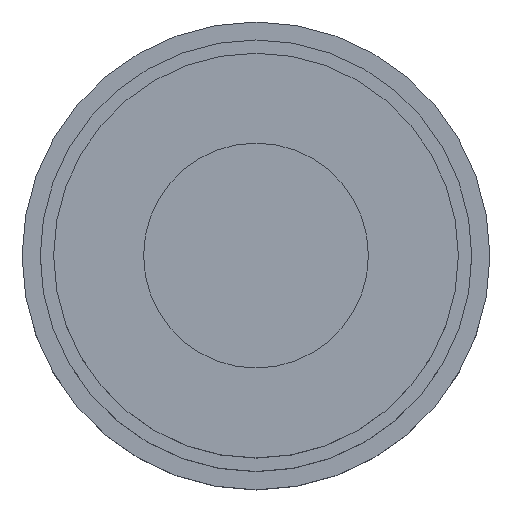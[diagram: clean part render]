
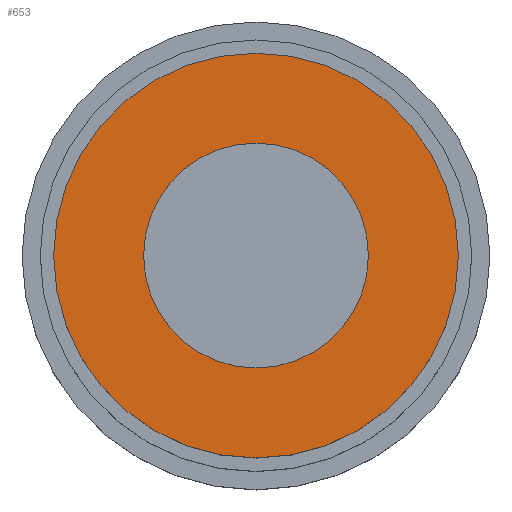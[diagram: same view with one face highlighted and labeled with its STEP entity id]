
A CAD part, top view. The second image highlights one B-rep face of the part: STEP entity #653.
In plain terms, the highlighted planar face has unit normal (0, 0, 1).
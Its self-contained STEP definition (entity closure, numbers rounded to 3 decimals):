
#634 = VERTEX_POINT('',#635);
#635 = CARTESIAN_POINT('',(5.58,0.,31.8));
#641 = EDGE_CURVE('',#634,#634,#642,.T.);
#642 = CIRCLE('',#643,5.58);
#643 = AXIS2_PLACEMENT_3D('',#644,#645,#646);
#644 = CARTESIAN_POINT('',(0.,0.,31.8));
#645 = DIRECTION('',(0.,0.,-1.));
#646 = DIRECTION('',(1.,0.,0.));
#653 = ADVANCED_FACE('',(#654,#657),#668,.F.);
#654 = FACE_BOUND('',#655,.F.);
#655 = EDGE_LOOP('',(#656));
#656 = ORIENTED_EDGE('',*,*,#641,.T.);
#657 = FACE_BOUND('',#658,.F.);
#658 = EDGE_LOOP('',(#659));
#659 = ORIENTED_EDGE('',*,*,#660,.F.);
#660 = EDGE_CURVE('',#661,#661,#663,.T.);
#661 = VERTEX_POINT('',#662);
#662 = CARTESIAN_POINT('',(3.1,0.,31.8));
#663 = CIRCLE('',#664,3.1);
#664 = AXIS2_PLACEMENT_3D('',#665,#666,#667);
#665 = CARTESIAN_POINT('',(0.,0.,31.8));
#666 = DIRECTION('',(0.,0.,-1.));
#667 = DIRECTION('',(1.,0.,0.));
#668 = PLANE('',#669);
#669 = AXIS2_PLACEMENT_3D('',#670,#671,#672);
#670 = CARTESIAN_POINT('',(0.,0.,31.8));
#671 = DIRECTION('',(0.,0.,-1.));
#672 = DIRECTION('',(1.,0.,0.));
